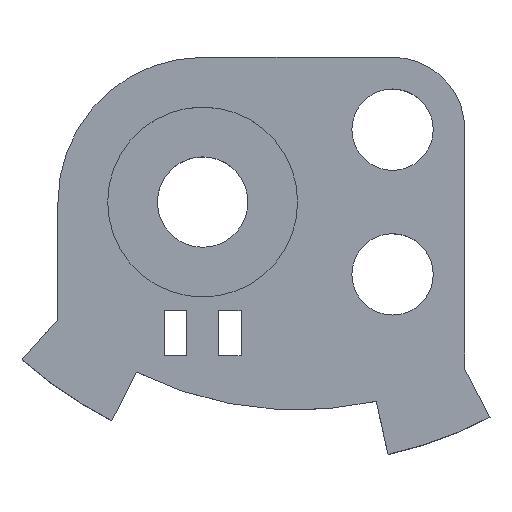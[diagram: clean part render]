
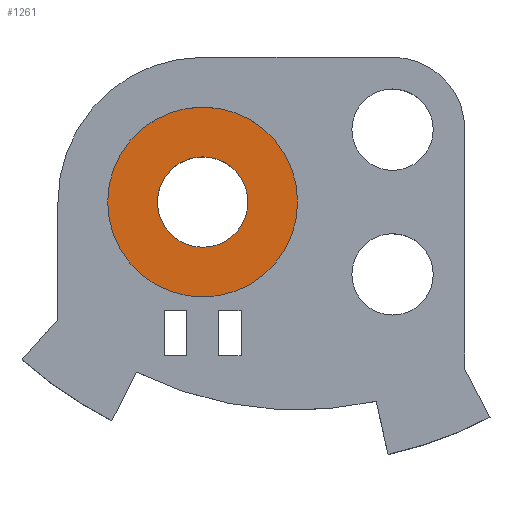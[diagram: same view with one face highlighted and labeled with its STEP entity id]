
A CAD part, top view. The second image highlights one B-rep face of the part: STEP entity #1261.
In plain terms, the highlighted planar face has unit normal (0, 0, 1).
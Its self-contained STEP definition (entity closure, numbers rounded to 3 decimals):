
#58 = PLANE ( 'NONE',  #1032 ) ;
#106 = CARTESIAN_POINT ( 'NONE',  ( 0., 0., 0. ) ) ;
#193 = CIRCLE ( 'NONE', #311, 5. ) ;
#286 = DIRECTION ( 'NONE',  ( 0., 0., -1. ) ) ;
#310 = VERTEX_POINT ( 'NONE', #1509 ) ;
#311 = AXIS2_PLACEMENT_3D ( 'NONE', #106, #1961, #594 ) ;
#363 = ORIENTED_EDGE ( 'NONE', *, *, #1489, .T. ) ;
#367 = CARTESIAN_POINT ( 'NONE',  ( 0., 0., 0. ) ) ;
#387 = ORIENTED_EDGE ( 'NONE', *, *, #399, .T. ) ;
#391 = DIRECTION ( 'NONE',  ( 0., 0., 1. ) ) ;
#399 = EDGE_CURVE ( 'NONE', #1701, #1154, #1349, .T. ) ;
#456 = CARTESIAN_POINT ( 'NONE',  ( 0., 0., 0. ) ) ;
#492 = CARTESIAN_POINT ( 'NONE',  ( -5., 0., 0. ) ) ;
#582 = DIRECTION ( 'NONE',  ( 0., 0., 1. ) ) ;
#594 = DIRECTION ( 'NONE',  ( -1., 0., 0. ) ) ;
#628 = DIRECTION ( 'NONE',  ( 1., 0., 0. ) ) ;
#631 = CARTESIAN_POINT ( 'NONE',  ( 0., 0., 0. ) ) ;
#655 = AXIS2_PLACEMENT_3D ( 'NONE', #1307, #391, #1002 ) ;
#708 = EDGE_CURVE ( 'NONE', #1154, #1701, #193, .T. ) ;
#733 = CIRCLE ( 'NONE', #752, 10.5 ) ;
#752 = AXIS2_PLACEMENT_3D ( 'NONE', #456, #582, #628 ) ;
#848 = DIRECTION ( 'NONE',  ( -1., 0., 0. ) ) ;
#1002 = DIRECTION ( 'NONE',  ( 1., 0., 0. ) ) ;
#1032 = AXIS2_PLACEMENT_3D ( 'NONE', #367, #1922, #848 ) ;
#1061 = DIRECTION ( 'NONE',  ( -1., 0., 0. ) ) ;
#1154 = VERTEX_POINT ( 'NONE', #492 ) ;
#1237 = AXIS2_PLACEMENT_3D ( 'NONE', #631, #286, #1061 ) ;
#1252 = VERTEX_POINT ( 'NONE', #1582 ) ;
#1261 = ADVANCED_FACE ( 'NONE', ( #1616, #1981 ), #58, .F. ) ;
#1265 = EDGE_LOOP ( 'NONE', ( #387, #1664 ) ) ;
#1271 = CIRCLE ( 'NONE', #655, 10.5 ) ;
#1307 = CARTESIAN_POINT ( 'NONE',  ( 0., 0., 0. ) ) ;
#1349 = CIRCLE ( 'NONE', #1237, 5. ) ;
#1489 = EDGE_CURVE ( 'NONE', #1252, #310, #1271, .T. ) ;
#1507 = EDGE_CURVE ( 'NONE', #310, #1252, #733, .T. ) ;
#1509 = CARTESIAN_POINT ( 'NONE',  ( -10.5, 0., 0. ) ) ;
#1582 = CARTESIAN_POINT ( 'NONE',  ( 10.5, 0., 0. ) ) ;
#1616 = FACE_BOUND ( 'NONE', #1265, .T. ) ;
#1664 = ORIENTED_EDGE ( 'NONE', *, *, #708, .T. ) ;
#1701 = VERTEX_POINT ( 'NONE', #2009 ) ;
#1846 = EDGE_LOOP ( 'NONE', ( #1982, #363 ) ) ;
#1922 = DIRECTION ( 'NONE',  ( 0., 0., -1. ) ) ;
#1961 = DIRECTION ( 'NONE',  ( 0., 0., -1. ) ) ;
#1981 = FACE_OUTER_BOUND ( 'NONE', #1846, .T. ) ;
#1982 = ORIENTED_EDGE ( 'NONE', *, *, #1507, .T. ) ;
#2009 = CARTESIAN_POINT ( 'NONE',  ( 5., 0., 0. ) ) ;
